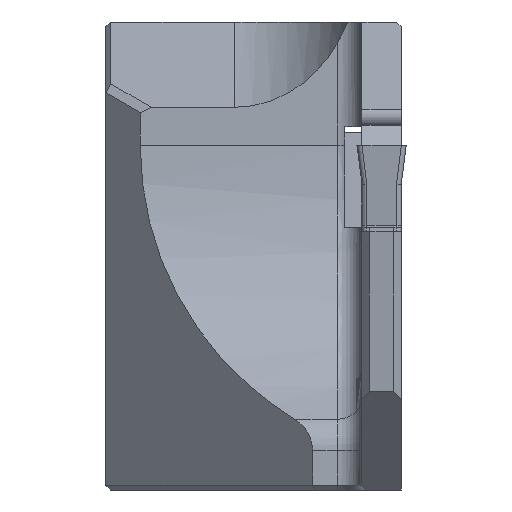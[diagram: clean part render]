
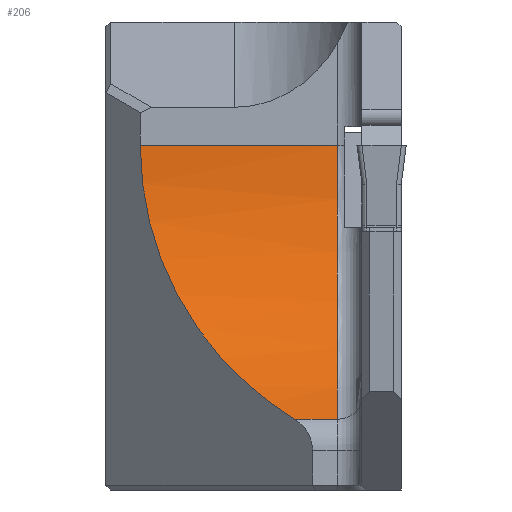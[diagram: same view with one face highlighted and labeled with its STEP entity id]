
A CAD part, left-side view. The second image highlights one B-rep face of the part: STEP entity #206.
In plain terms, the highlighted cylindrical face has radius 13 mm (diameter 26 mm), a partial arc.
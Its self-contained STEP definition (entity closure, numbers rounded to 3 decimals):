
#89=CYLINDRICAL_SURFACE('',#1638,13.);
#114=ELLIPSE('',#1636,18.385,13.);
#139=CIRCLE('',#1637,13.);
#206=ADVANCED_FACE('',(#343),#89,.F.);
#343=FACE_OUTER_BOUND('',#427,.T.);
#427=EDGE_LOOP('',(#764,#765,#766,#767));
#764=ORIENTED_EDGE('',*,*,#1200,.T.);
#765=ORIENTED_EDGE('',*,*,#1156,.F.);
#766=ORIENTED_EDGE('',*,*,#1201,.T.);
#767=ORIENTED_EDGE('',*,*,#1197,.T.);
#983=VERTEX_POINT('',#2528);
#984=VERTEX_POINT('',#2529);
#1007=VERTEX_POINT('',#2608);
#1008=VERTEX_POINT('',#2610);
#1156=EDGE_CURVE('',#983,#984,#1327,.T.);
#1197=EDGE_CURVE('',#1008,#1007,#1360,.T.);
#1200=EDGE_CURVE('',#1007,#984,#114,.T.);
#1201=EDGE_CURVE('',#983,#1008,#139,.T.);
#1327=LINE('',#2527,#1479);
#1360=LINE('',#2609,#1512);
#1479=VECTOR('',#1922,1.);
#1512=VECTOR('',#1995,1.);
#1636=AXIS2_PLACEMENT_3D('',#2615,#2001,#2002);
#1637=AXIS2_PLACEMENT_3D('',#2616,#2003,#2004);
#1638=AXIS2_PLACEMENT_3D('',#2617,#2005,#2006);
#1922=DIRECTION('',(0.,1.,0.));
#1995=DIRECTION('',(0.,1.,0.));
#2001=DIRECTION('',(-0.707,0.707,0.));
#2002=DIRECTION('',(-0.707,-0.707,0.));
#2003=DIRECTION('',(0.,-1.,0.));
#2004=DIRECTION('',(0.,0.,1.));
#2005=DIRECTION('',(0.,-1.,0.));
#2006=DIRECTION('',(0.,0.,-1.));
#2527=CARTESIAN_POINT('',(6.724,26.6,-11.126));
#2528=CARTESIAN_POINT('',(6.724,2.6,-11.126));
#2529=CARTESIAN_POINT('',(6.724,4.324,-11.126));
#2608=CARTESIAN_POINT('',(13.,10.6,0.));
#2609=CARTESIAN_POINT('',(13.,26.6,0.));
#2610=CARTESIAN_POINT('',(13.,2.6,0.));
#2615=CARTESIAN_POINT('',(0.,-2.4,0.));
#2616=CARTESIAN_POINT('',(0.,2.6,0.));
#2617=CARTESIAN_POINT('',(0.,26.6,0.));
